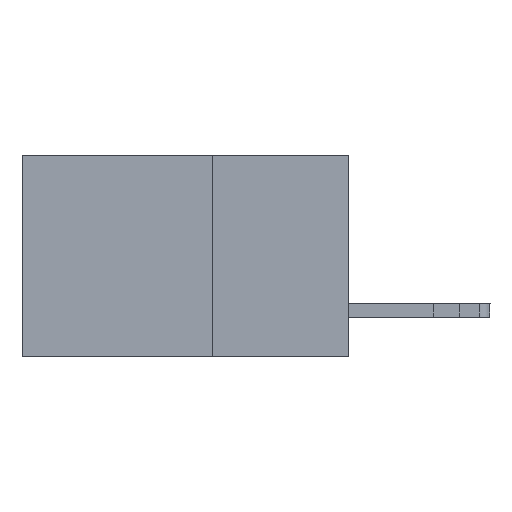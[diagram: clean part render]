
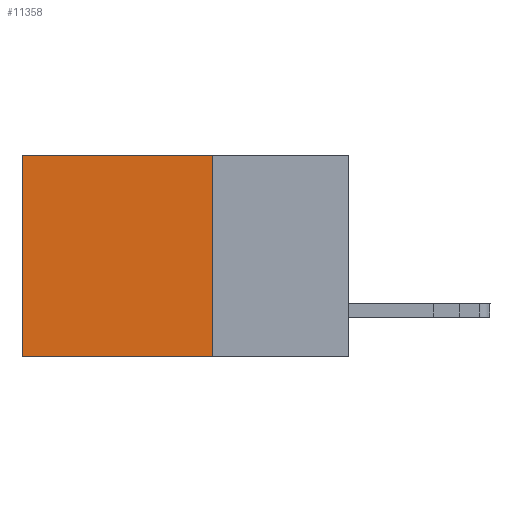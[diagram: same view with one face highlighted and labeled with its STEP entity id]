
A CAD part, left-side view. The second image highlights one B-rep face of the part: STEP entity #11358.
In plain terms, the highlighted planar face has unit normal (-1, 0, 0).
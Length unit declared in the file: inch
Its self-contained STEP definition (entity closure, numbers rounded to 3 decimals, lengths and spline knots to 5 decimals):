
#188 = ORIENTED_EDGE ( 'NONE', *, *, #11999, .T. ) ;
#228 = AXIS2_PLACEMENT_3D ( 'NONE', #3864, #11971, #1870 ) ;
#597 = CARTESIAN_POINT ( 'NONE',  ( 0.298, 0.6, 0. ) ) ;
#621 = CARTESIAN_POINT ( 'NONE',  ( 0.298, 0.25, 0. ) ) ;
#1572 = CARTESIAN_POINT ( 'NONE',  ( 0.298, 0.25, -0.37 ) ) ;
#1870 = DIRECTION ( 'NONE',  ( 0., 0., -1. ) ) ;
#3319 = VERTEX_POINT ( 'NONE', #10501 ) ;
#3465 = EDGE_CURVE ( 'NONE', #3319, #8224, #14272, .T. ) ;
#3864 = CARTESIAN_POINT ( 'NONE',  ( 0.298, 0.25, 0. ) ) ;
#3950 = DIRECTION ( 'NONE',  ( 0., 1., 0. ) ) ;
#4313 = CARTESIAN_POINT ( 'NONE',  ( 0.298, 0.25, 0. ) ) ;
#4353 = LINE ( 'NONE', #8639, #10827 ) ;
#4664 = EDGE_CURVE ( 'NONE', #3319, #13070, #9547, .T. ) ;
#5558 = DIRECTION ( 'NONE',  ( 0., 0., -1. ) ) ;
#5720 = DIRECTION ( 'NONE',  ( 0., 1., 0. ) ) ;
#6908 = EDGE_CURVE ( 'NONE', #8224, #14409, #10425, .T. ) ;
#6964 = CARTESIAN_POINT ( 'NONE',  ( 0.298, 0.25, -0.37 ) ) ;
#7373 = ORIENTED_EDGE ( 'NONE', *, *, #4664, .T. ) ;
#8224 = VERTEX_POINT ( 'NONE', #1572 ) ;
#8639 = CARTESIAN_POINT ( 'NONE',  ( 0.298, 0.6, 0. ) ) ;
#8900 = VECTOR ( 'NONE', #5558, 39.37008 ) ;
#9547 = LINE ( 'NONE', #621, #12413 ) ;
#10425 = LINE ( 'NONE', #6964, #11122 ) ;
#10501 = CARTESIAN_POINT ( 'NONE',  ( 0.298, 0.25, 0. ) ) ;
#10647 = PLANE ( 'NONE',  #228 ) ;
#10827 = VECTOR ( 'NONE', #11061, 39.37008 ) ;
#11061 = DIRECTION ( 'NONE',  ( 0., 0., -1. ) ) ;
#11122 = VECTOR ( 'NONE', #5720, 39.37008 ) ;
#11358 = ADVANCED_FACE ( 'NONE', ( #13008 ), #10647, .F. ) ;
#11900 = CARTESIAN_POINT ( 'NONE',  ( 0.298, 0.6, -0.37 ) ) ;
#11971 = DIRECTION ( 'NONE',  ( 1., 0., 0. ) ) ;
#11999 = EDGE_CURVE ( 'NONE', #13070, #14409, #4353, .T. ) ;
#12413 = VECTOR ( 'NONE', #3950, 39.37008 ) ;
#13008 = FACE_OUTER_BOUND ( 'NONE', #13229, .T. ) ;
#13070 = VERTEX_POINT ( 'NONE', #597 ) ;
#13229 = EDGE_LOOP ( 'NONE', ( #188, #14042, #13655, #7373 ) ) ;
#13655 = ORIENTED_EDGE ( 'NONE', *, *, #3465, .F. ) ;
#14042 = ORIENTED_EDGE ( 'NONE', *, *, #6908, .F. ) ;
#14272 = LINE ( 'NONE', #4313, #8900 ) ;
#14409 = VERTEX_POINT ( 'NONE', #11900 ) ;
